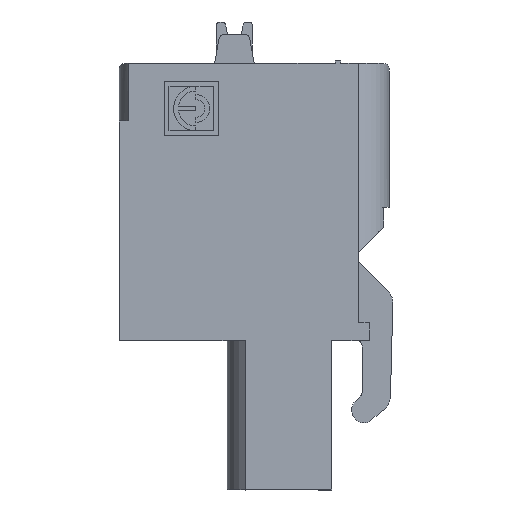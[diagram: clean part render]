
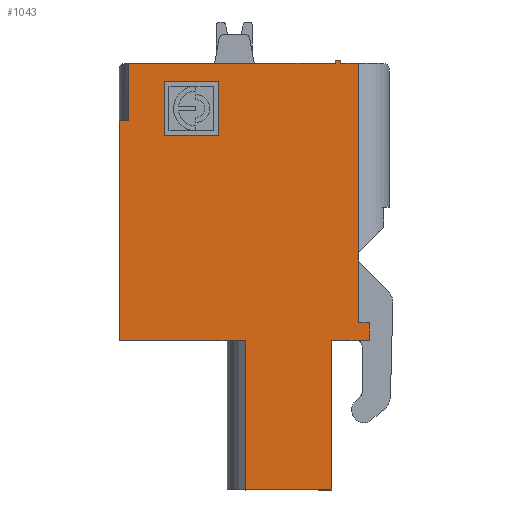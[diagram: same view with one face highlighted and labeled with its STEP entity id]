
A CAD part, left-side view. The second image highlights one B-rep face of the part: STEP entity #1043.
In plain terms, the highlighted planar face has unit normal (-1, 0, 0).
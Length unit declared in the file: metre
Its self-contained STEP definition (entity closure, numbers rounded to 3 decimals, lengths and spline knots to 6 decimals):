
#1043=ADVANCED_FACE('',(#2401,#2402),#2403,.T.);
#2401=FACE_BOUND('',#4072,.T.);
#2402=FACE_OUTER_BOUND('',#4073,.T.);
#2403=PLANE('',#4074);
#4072=EDGE_LOOP('',(#7295,#7296,#7297,#7298));
#4073=EDGE_LOOP('',(#7299,#7300,#7301,#7302,#7303,#7304,#7305,#7306,#7307,#7308,#7309,#7310,#7311,#7312,#7313,#7314));
#4074=AXIS2_PLACEMENT_3D('',#7315,#7316,#7317);
#7295=ORIENTED_EDGE('',*,*,#11221,.F.);
#7296=ORIENTED_EDGE('',*,*,#11222,.F.);
#7297=ORIENTED_EDGE('',*,*,#11223,.T.);
#7298=ORIENTED_EDGE('',*,*,#11224,.F.);
#7299=ORIENTED_EDGE('',*,*,#11225,.T.);
#7300=ORIENTED_EDGE('',*,*,#11226,.T.);
#7301=ORIENTED_EDGE('',*,*,#10920,.T.);
#7302=ORIENTED_EDGE('',*,*,#10961,.T.);
#7303=ORIENTED_EDGE('',*,*,#11227,.T.);
#7304=ORIENTED_EDGE('',*,*,#10233,.T.);
#7305=ORIENTED_EDGE('',*,*,#11228,.T.);
#7306=ORIENTED_EDGE('',*,*,#10223,.T.);
#7307=ORIENTED_EDGE('',*,*,#11229,.T.);
#7308=ORIENTED_EDGE('',*,*,#11230,.T.);
#7309=ORIENTED_EDGE('',*,*,#11231,.T.);
#7310=ORIENTED_EDGE('',*,*,#11232,.T.);
#7311=ORIENTED_EDGE('',*,*,#11233,.T.);
#7312=ORIENTED_EDGE('',*,*,#11234,.F.);
#7313=ORIENTED_EDGE('',*,*,#11235,.F.);
#7314=ORIENTED_EDGE('',*,*,#11236,.F.);
#7315=CARTESIAN_POINT('',(-0.00508,0.007401,-0.010549));
#7316=DIRECTION('',(-1.0,0.,0.));
#7317=DIRECTION('',(0.,-1.0,0.));
#10223=EDGE_CURVE('',#12333,#12359,#12361,.T.);
#10233=EDGE_CURVE('',#12378,#12375,#12379,.T.);
#10920=EDGE_CURVE('',#13515,#13517,#13519,.T.);
#10961=EDGE_CURVE('',#13517,#13577,#13579,.T.);
#11221=EDGE_CURVE('',#13963,#13964,#13965,.T.);
#11222=EDGE_CURVE('',#13966,#13963,#13967,.T.);
#11223=EDGE_CURVE('',#13966,#13968,#13969,.T.);
#11224=EDGE_CURVE('',#13964,#13968,#13970,.T.);
#11225=EDGE_CURVE('',#13971,#13972,#13973,.T.);
#11226=EDGE_CURVE('',#13972,#13515,#13974,.T.);
#11227=EDGE_CURVE('',#13577,#12378,#13975,.T.);
#11228=EDGE_CURVE('',#12375,#12333,#13976,.T.);
#11229=EDGE_CURVE('',#12359,#13977,#13978,.T.);
#11230=EDGE_CURVE('',#13977,#13979,#13980,.T.);
#11231=EDGE_CURVE('',#13979,#13981,#13982,.T.);
#11232=EDGE_CURVE('',#13981,#13983,#13984,.T.);
#11233=EDGE_CURVE('',#13983,#13985,#13986,.T.);
#11234=EDGE_CURVE('',#13987,#13985,#13988,.T.);
#11235=EDGE_CURVE('',#13989,#13987,#13990,.T.);
#11236=EDGE_CURVE('',#13971,#13989,#13991,.T.);
#12333=VERTEX_POINT('',#15435);
#12359=VERTEX_POINT('',#15468);
#12361=LINE('',#15471,#15472);
#12375=VERTEX_POINT('',#15488);
#12378=VERTEX_POINT('',#15492);
#12379=LINE('',#15493,#15494);
#13515=VERTEX_POINT('',#17089);
#13517=VERTEX_POINT('',#17092);
#13519=LINE('',#17095,#17096);
#13577=VERTEX_POINT('',#17181);
#13579=LINE('',#17184,#17185);
#13963=VERTEX_POINT('',#17751);
#13964=VERTEX_POINT('',#17752);
#13965=LINE('',#17753,#17754);
#13966=VERTEX_POINT('',#17755);
#13967=LINE('',#17756,#17757);
#13968=VERTEX_POINT('',#17758);
#13969=LINE('',#17759,#17760);
#13970=LINE('',#17761,#17762);
#13971=VERTEX_POINT('',#17763);
#13972=VERTEX_POINT('',#17764);
#13973=LINE('',#17765,#17766);
#13974=LINE('',#17767,#17768);
#13975=LINE('',#17769,#17770);
#13976=LINE('',#17771,#17772);
#13977=VERTEX_POINT('',#17773);
#13978=LINE('',#17774,#17775);
#13979=VERTEX_POINT('',#17776);
#13980=LINE('',#17777,#17778);
#13981=VERTEX_POINT('',#17779);
#13982=LINE('',#17780,#17781);
#13983=VERTEX_POINT('',#17782);
#13984=LINE('',#17783,#17784);
#13985=VERTEX_POINT('',#17785);
#13986=LINE('',#17786,#17787);
#13987=VERTEX_POINT('',#17788);
#13988=LINE('',#17789,#17790);
#13989=VERTEX_POINT('',#17791);
#13990=LINE('',#17792,#17793);
#13991=LINE('',#17794,#17795);
#15435=CARTESIAN_POINT('',(-0.00508,0.012,-0.0237));
#15468=CARTESIAN_POINT('',(-0.00508,0.005,-0.0237));
#15471=CARTESIAN_POINT('',(-0.00508,0.0112,-0.0237));
#15472=VECTOR('',#19281,1.0);
#15488=CARTESIAN_POINT('',(-0.00508,0.012,-0.0115));
#15492=CARTESIAN_POINT('',(-0.00508,0.0115,-0.0115));
#15493=CARTESIAN_POINT('',(-0.00508,0.012,-0.0115));
#15494=VECTOR('',#19294,1.0);
#17089=CARTESIAN_POINT('',(-0.00508,0.,-0.00815));
#17092=CARTESIAN_POINT('',(-0.00508,0.0,-0.0083));
#17095=CARTESIAN_POINT('',(-0.00508,0.,-0.0083));
#17096=VECTOR('',#20056,1.0);
#17181=CARTESIAN_POINT('',(-0.00508,0.0115,-0.0083));
#17184=CARTESIAN_POINT('',(-0.00508,0.0115,-0.0083));
#17185=VECTOR('',#20091,1.0);
#17751=CARTESIAN_POINT('',(-0.00508,0.0095,-0.0093));
#17752=CARTESIAN_POINT('',(-0.00508,0.0095,-0.012312));
#17753=CARTESIAN_POINT('',(-0.00508,0.0095,-0.0093));
#17754=VECTOR('',#20379,1.0);
#17755=CARTESIAN_POINT('',(-0.00508,0.006488,-0.0093));
#17756=CARTESIAN_POINT('',(-0.00508,0.007994,-0.0093));
#17757=VECTOR('',#20380,1.0);
#17758=CARTESIAN_POINT('',(-0.00508,0.006488,-0.012312));
#17759=CARTESIAN_POINT('',(-0.00508,0.006488,-0.0093));
#17760=VECTOR('',#20381,1.0);
#17761=CARTESIAN_POINT('',(-0.00508,0.007994,-0.012312));
#17762=VECTOR('',#20382,1.0);
#17763=CARTESIAN_POINT('',(-0.00508,-0.0003,-0.0083));
#17764=CARTESIAN_POINT('',(-0.00508,-0.0003,-0.00815));
#17765=CARTESIAN_POINT('',(-0.00508,-0.0003,-0.00815));
#17766=VECTOR('',#20383,1.0);
#17767=CARTESIAN_POINT('',(-0.00508,0.,-0.00815));
#17768=VECTOR('',#20384,1.0);
#17769=CARTESIAN_POINT('',(-0.00508,0.0115,-0.0115));
#17770=VECTOR('',#20385,1.0);
#17771=CARTESIAN_POINT('',(-0.00508,0.012,-0.0237));
#17772=VECTOR('',#20386,1.0);
#17773=CARTESIAN_POINT('',(-0.00508,0.005,-0.032));
#17774=CARTESIAN_POINT('',(-0.00508,0.005,-0.032));
#17775=VECTOR('',#20387,1.0);
#17776=CARTESIAN_POINT('',(-0.00508,0.0002,-0.032));
#17777=CARTESIAN_POINT('',(-0.00508,0.0002,-0.032));
#17778=VECTOR('',#20388,1.0);
#17779=CARTESIAN_POINT('',(-0.00508,0.0002,-0.0237));
#17780=CARTESIAN_POINT('',(-0.00508,0.0002,-0.0237));
#17781=VECTOR('',#20389,1.0);
#17782=CARTESIAN_POINT('',(-0.00508,-0.0019,-0.0237));
#17783=CARTESIAN_POINT('',(-0.00508,-0.0003,-0.0237));
#17784=VECTOR('',#20390,1.0);
#17785=CARTESIAN_POINT('',(-0.00508,-0.0019,-0.0227));
#17786=CARTESIAN_POINT('',(-0.00508,-0.0019,-0.007));
#17787=VECTOR('',#20391,1.0);
#17788=CARTESIAN_POINT('',(-0.00508,-0.0013,-0.0227));
#17789=CARTESIAN_POINT('',(-0.00508,-0.0003,-0.0227));
#17790=VECTOR('',#20392,1.0);
#17791=CARTESIAN_POINT('',(-0.00508,-0.0013,-0.0083));
#17792=CARTESIAN_POINT('',(-0.00508,-0.0013,-0.0238));
#17793=VECTOR('',#20393,1.0);
#17794=CARTESIAN_POINT('',(-0.00508,0.0117,-0.0083));
#17795=VECTOR('',#20394,1.0);
#19281=DIRECTION('',(0.0,-1.0,0.0));
#19294=DIRECTION('',(0.0,1.0,0.0));
#20056=DIRECTION('',(0.0,0.0,-1.0));
#20091=DIRECTION('',(0.0,1.0,0.0));
#20379=DIRECTION('',(-0.0,-0.0,-1.0));
#20380=DIRECTION('',(-0.0,1.0,-0.0));
#20381=DIRECTION('',(-0.0,-0.0,-1.0));
#20382=DIRECTION('',(0.0,-1.0,0.0));
#20383=DIRECTION('',(0.0,0.0,1.0));
#20384=DIRECTION('',(0.0,1.0,0.0));
#20385=DIRECTION('',(0.,0.0,-1.0));
#20386=DIRECTION('',(0.,0.0,-1.0));
#20387=DIRECTION('',(0.0,0.,-1.0));
#20388=DIRECTION('',(0.0,-1.0,0.));
#20389=DIRECTION('',(0.0,0.0,1.0));
#20390=DIRECTION('',(0.0,-1.0,0.0));
#20391=DIRECTION('',(0.,0.,1.0));
#20392=DIRECTION('',(0.,-1.0,0.));
#20393=DIRECTION('',(0.,0.,-1.0));
#20394=DIRECTION('',(0.,-1.0,0.));
